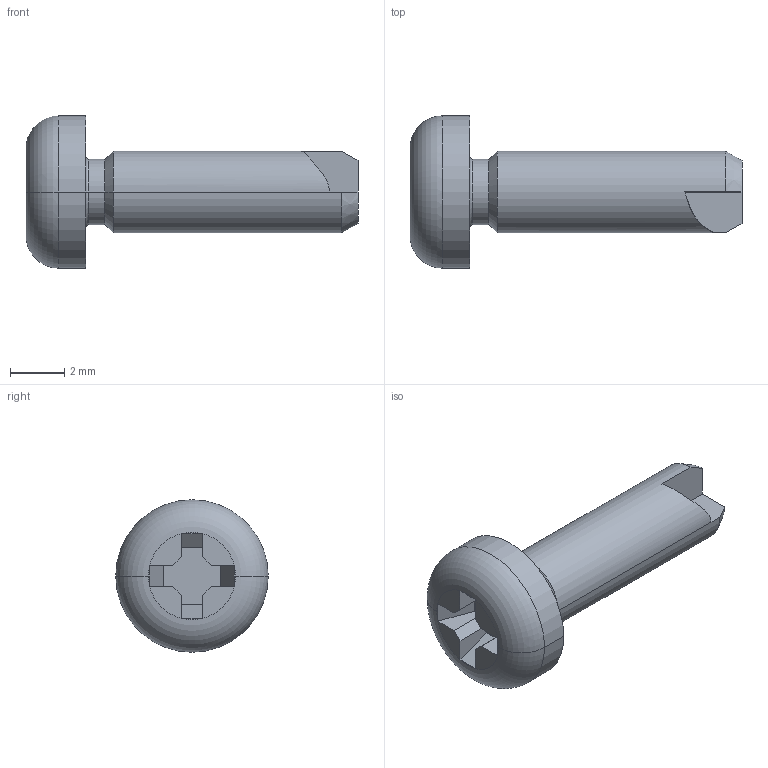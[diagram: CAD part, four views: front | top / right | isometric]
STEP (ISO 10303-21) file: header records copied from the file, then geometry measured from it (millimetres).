
FILE_DESCRIPTION (( 'STEP AP214' ), '1' );
FILE_NAME ('PHT 3-type I-T-10-N.STEP', '2020-08-23T23:35:44', ( '' ), ( '' ), 'SwSTEP 2.0', 'SolidWorks 2018', '' );
FILE_SCHEMA (( 'AUTOMOTIVE_DESIGN' ));
Length unit declared in the file: millimetre
Products named in the file (1): PHT 3-type I-T-10-N
Bounding box: 12.2 x 5.6 x 5.6 mm (x, y, z)
Volume: 108.8 mm3; surface area: 186.5 mm2
Topology: 1 solids, 1 shells, 36 faces, 87 edges, 55 vertices
Faces by surface type: plane 22, cylinder 6, torus 4, cone 3, bspline 1
Entity records: 1095 total; most frequent: CARTESIAN_POINT 207, DIRECTION 178, ORIENTED_EDGE 174, EDGE_CURVE 87, VECTOR 64, LINE 64, AXIS2_PLACEMENT_3D 57, VERTEX_POINT 55
